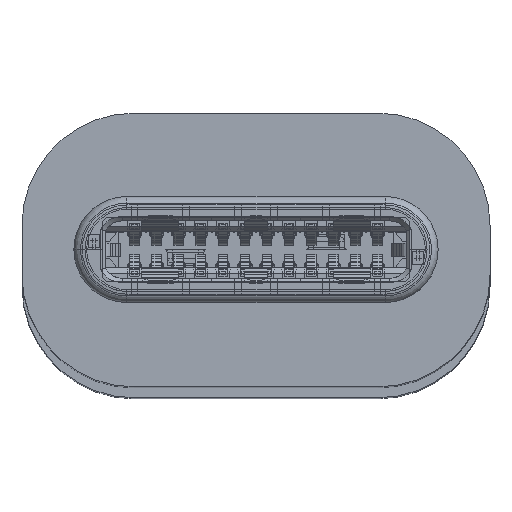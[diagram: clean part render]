
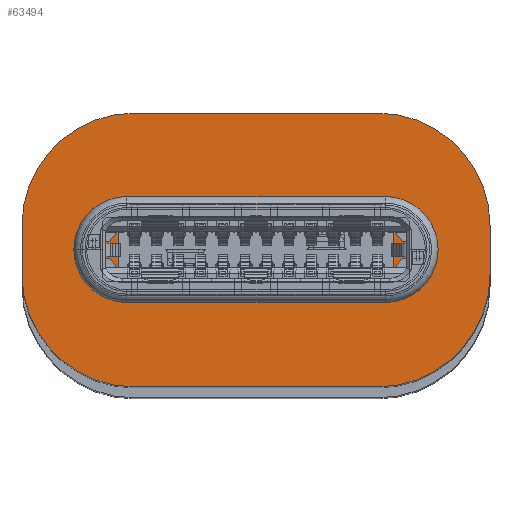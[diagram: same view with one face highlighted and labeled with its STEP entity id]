
A CAD part, top view. The second image highlights one B-rep face of the part: STEP entity #63494.
In plain terms, the highlighted planar face has unit normal (0, 0, 1).
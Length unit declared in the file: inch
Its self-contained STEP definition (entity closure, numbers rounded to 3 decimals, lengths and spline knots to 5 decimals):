
#5 = VERTEX_POINT ( 'NONE', #1411 ) ;
#205 = LINE ( 'NONE', #28535, #25881 ) ;
#934 = CARTESIAN_POINT ( 'NONE',  ( 0.10866, -0.12205, 0. ) ) ;
#1411 = CARTESIAN_POINT ( 'NONE',  ( -0.10866, -0.12205, 0. ) ) ;
#5692 = CIRCLE ( 'NONE', #18893, 0.1 ) ;
#6450 = CARTESIAN_POINT ( 'NONE',  ( 0., 0., 0. ) ) ;
#8398 = CARTESIAN_POINT ( 'NONE',  ( 0.20866, -0.12205, 0. ) ) ;
#9369 = DIRECTION ( 'NONE',  ( -1., 0., 0. ) ) ;
#12134 = EDGE_CURVE ( 'NONE', #5, #74728, #205, .T. ) ;
#13904 = LINE ( 'NONE', #8398, #25354 ) ;
#14774 = ORIENTED_EDGE ( 'NONE', *, *, #59643, .T. ) ;
#15694 = DIRECTION ( 'NONE',  ( 0., 1., 0. ) ) ;
#16422 = CIRCLE ( 'NONE', #73271, 0.1 ) ;
#18214 = LINE ( 'NONE', #88594, #65905 ) ;
#18359 = DIRECTION ( 'NONE',  ( 0., 0., -1. ) ) ;
#18893 = AXIS2_PLACEMENT_3D ( 'NONE', #72702, #23417, #71806 ) ;
#22732 = AXIS2_PLACEMENT_3D ( 'NONE', #25041, #26846, #25952 ) ;
#23261 = CARTESIAN_POINT ( 'NONE',  ( 0.20866, -0.02205, 0. ) ) ;
#23417 = DIRECTION ( 'NONE',  ( 0., 0., 1. ) ) ;
#25041 = CARTESIAN_POINT ( 'NONE',  ( 0.10866, -0.02205, 0. ) ) ;
#25354 = VECTOR ( 'NONE', #15694, 39.37008 ) ;
#25881 = VECTOR ( 'NONE', #49522, 39.37008 ) ;
#25952 = DIRECTION ( 'NONE',  ( -1., 0., 0. ) ) ;
#26653 = VERTEX_POINT ( 'NONE', #39961 ) ;
#26846 = DIRECTION ( 'NONE',  ( 0., 0., 1. ) ) ;
#28535 = CARTESIAN_POINT ( 'NONE',  ( -0.20866, -0.12205, 0. ) ) ;
#31751 = ORIENTED_EDGE ( 'NONE', *, *, #70565, .T. ) ;
#31912 = DIRECTION ( 'NONE',  ( -1., 0., 0. ) ) ;
#36003 = AXIS2_PLACEMENT_3D ( 'NONE', #6450, #18359, #39347 ) ;
#37453 = CARTESIAN_POINT ( 'NONE',  ( -0.10866, 0.12205, 0. ) ) ;
#38150 = CIRCLE ( 'NONE', #41050, 0.1 ) ;
#38380 = ORIENTED_EDGE ( 'NONE', *, *, #75466, .T. ) ;
#39347 = DIRECTION ( 'NONE',  ( -1., 0., 0. ) ) ;
#39844 = CARTESIAN_POINT ( 'NONE',  ( -0.20866, -0.12205, 0. ) ) ;
#39961 = CARTESIAN_POINT ( 'NONE',  ( 0.20866, 0.02205, 0. ) ) ;
#41050 = AXIS2_PLACEMENT_3D ( 'NONE', #72387, #86586, #9369 ) ;
#41600 = EDGE_CURVE ( 'NONE', #85336, #61556, #16422, .T. ) ;
#44682 = DIRECTION ( 'NONE',  ( -1., 0., 0. ) ) ;
#46707 = LINE ( 'NONE', #39844, #47259 ) ;
#47259 = VECTOR ( 'NONE', #86505, 39.37008 ) ;
#49522 = DIRECTION ( 'NONE',  ( 1., 0., 0. ) ) ;
#50995 = VERTEX_POINT ( 'NONE', #72631 ) ;
#51627 = EDGE_CURVE ( 'NONE', #50995, #5, #5692, .T. ) ;
#51826 = CIRCLE ( 'NONE', #22732, 0.1 ) ;
#57930 = CARTESIAN_POINT ( 'NONE',  ( -0.20866, 0.02205, 0. ) ) ;
#59643 = EDGE_CURVE ( 'NONE', #61556, #50995, #46707, .T. ) ;
#59996 = ORIENTED_EDGE ( 'NONE', *, *, #12134, .T. ) ;
#60036 = EDGE_CURVE ( 'NONE', #74728, #61616, #51826, .T. ) ;
#61556 = VERTEX_POINT ( 'NONE', #57930 ) ;
#61616 = VERTEX_POINT ( 'NONE', #23261 ) ;
#61713 = PLANE ( 'NONE',  #36003 ) ;
#63494 = ADVANCED_FACE ( 'NONE', ( #74528 ), #61713, .F. ) ;
#63835 = CARTESIAN_POINT ( 'NONE',  ( 0.10866, 0.12205, 0. ) ) ;
#65905 = VECTOR ( 'NONE', #31912, 39.37008 ) ;
#67057 = ORIENTED_EDGE ( 'NONE', *, *, #51627, .T. ) ;
#70565 = EDGE_CURVE ( 'NONE', #83014, #85336, #18214, .T. ) ;
#71197 = ORIENTED_EDGE ( 'NONE', *, *, #60036, .T. ) ;
#71634 = DIRECTION ( 'NONE',  ( 0., 0., 1. ) ) ;
#71806 = DIRECTION ( 'NONE',  ( -1., 0., 0. ) ) ;
#72243 = EDGE_LOOP ( 'NONE', ( #59996, #71197, #85259, #38380, #31751, #79381, #14774, #67057 ) ) ;
#72387 = CARTESIAN_POINT ( 'NONE',  ( 0.10866, 0.02205, 0. ) ) ;
#72631 = CARTESIAN_POINT ( 'NONE',  ( -0.20866, -0.02205, 0. ) ) ;
#72702 = CARTESIAN_POINT ( 'NONE',  ( -0.10866, -0.02205, 0. ) ) ;
#73271 = AXIS2_PLACEMENT_3D ( 'NONE', #85850, #71634, #44682 ) ;
#74528 = FACE_OUTER_BOUND ( 'NONE', #72243, .T. ) ;
#74728 = VERTEX_POINT ( 'NONE', #934 ) ;
#75466 = EDGE_CURVE ( 'NONE', #26653, #83014, #38150, .T. ) ;
#79381 = ORIENTED_EDGE ( 'NONE', *, *, #41600, .T. ) ;
#83014 = VERTEX_POINT ( 'NONE', #63835 ) ;
#85259 = ORIENTED_EDGE ( 'NONE', *, *, #87308, .T. ) ;
#85336 = VERTEX_POINT ( 'NONE', #37453 ) ;
#85850 = CARTESIAN_POINT ( 'NONE',  ( -0.10866, 0.02205, 0. ) ) ;
#86505 = DIRECTION ( 'NONE',  ( 0., -1., 0. ) ) ;
#86586 = DIRECTION ( 'NONE',  ( 0., 0., 1. ) ) ;
#87308 = EDGE_CURVE ( 'NONE', #61616, #26653, #13904, .T. ) ;
#88594 = CARTESIAN_POINT ( 'NONE',  ( -0.20866, 0.12205, 0. ) ) ;
